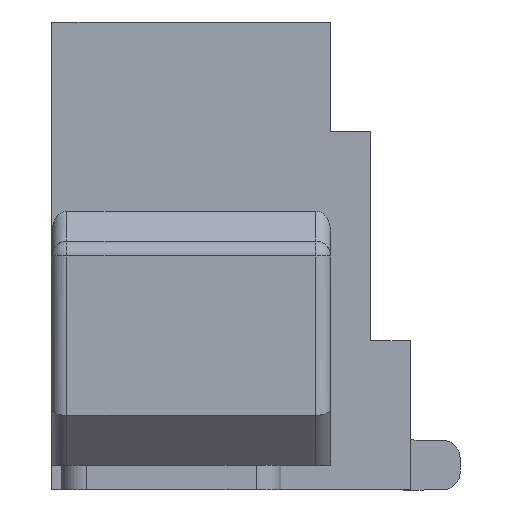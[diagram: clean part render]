
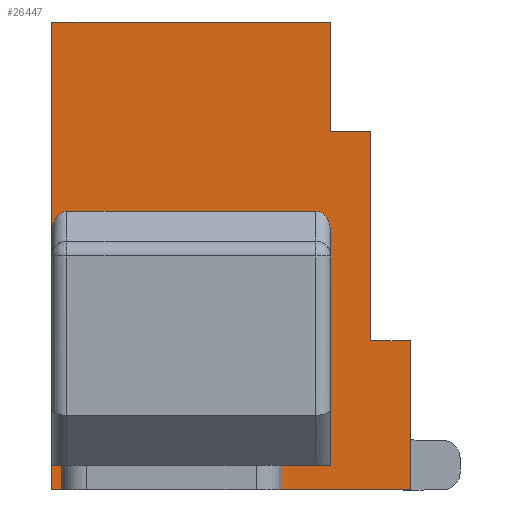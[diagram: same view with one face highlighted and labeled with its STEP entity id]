
A CAD part, left-side view. The second image highlights one B-rep face of the part: STEP entity #26447.
In plain terms, the highlighted planar face has unit normal (-1, 0, 0).
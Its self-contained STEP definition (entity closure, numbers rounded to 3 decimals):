
#162 = VERTEX_POINT ( 'NONE', #4363 ) ;
#736 = LINE ( 'NONE', #20618, #1818 ) ;
#786 = VECTOR ( 'NONE', #19832, 1000. ) ;
#1285 = CARTESIAN_POINT ( 'NONE',  ( -3.375, -1.2, 3.6 ) ) ;
#1747 = ORIENTED_EDGE ( 'NONE', *, *, #4406, .F. ) ;
#1818 = VECTOR ( 'NONE', #13040, 1000. ) ;
#1835 = VERTEX_POINT ( 'NONE', #27153 ) ;
#1903 =( BOUNDED_CURVE ( )  B_SPLINE_CURVE ( 3, ( #6455, #3990, #13997, #23977 ),
 .UNSPECIFIED., .F., .T. ) 
 B_SPLINE_CURVE_WITH_KNOTS ( ( 4, 4 ),
 ( 4.712, 6.283 ),
 .UNSPECIFIED. ) 
 CURVE ( )  GEOMETRIC_REPRESENTATION_ITEM ( )  RATIONAL_B_SPLINE_CURVE ( ( 1., 0.805, 0.805, 1. ) ) 
 REPRESENTATION_ITEM ( '' )  );
#2172 = CARTESIAN_POINT ( 'NONE',  ( -3.375, 1.6, 0.25 ) ) ;
#2884 = DIRECTION ( 'NONE',  ( 1., 0., 0. ) ) ;
#3228 = EDGE_CURVE ( 'NONE', #7417, #162, #28030, .T. ) ;
#3400 = CARTESIAN_POINT ( 'NONE',  ( -3.375, -1.2, 3.6 ) ) ;
#3421 = DIRECTION ( 'NONE',  ( 0., 0., 1. ) ) ;
#3598 = ORIENTED_EDGE ( 'NONE', *, *, #3228, .F. ) ;
#3686 = DIRECTION ( 'NONE',  ( 0., -1., 0. ) ) ;
#3990 = CARTESIAN_POINT ( 'NONE',  ( -3.375, 1.6, 2.712 ) ) ;
#4262 = CARTESIAN_POINT ( 'NONE',  ( -3.375, 1.6, 0. ) ) ;
#4363 = CARTESIAN_POINT ( 'NONE',  ( -3.375, -1.2, 4.7 ) ) ;
#4406 = EDGE_CURVE ( 'NONE', #18131, #7405, #5434, .T. ) ;
#4861 = ORIENTED_EDGE ( 'NONE', *, *, #17651, .T. ) ;
#5039 = CARTESIAN_POINT ( 'NONE',  ( -3.375, -1.138, 2.8 ) ) ;
#5434 = LINE ( 'NONE', #2172, #7541 ) ;
#5927 = CARTESIAN_POINT ( 'NONE',  ( -3.375, -2., 8.262 ) ) ;
#5977 = CARTESIAN_POINT ( 'NONE',  ( -3.375, 1.6, 4.7 ) ) ;
#6455 = CARTESIAN_POINT ( 'NONE',  ( -3.375, 1.6, 2.588 ) ) ;
#6483 = VECTOR ( 'NONE', #16611, 1000. ) ;
#6533 = DIRECTION ( 'NONE',  ( 0., -1., 0. ) ) ;
#6590 = VECTOR ( 'NONE', #26311, 1000. ) ;
#6843 = EDGE_CURVE ( 'NONE', #8341, #16554, #27324, .T. ) ;
#7054 = ORIENTED_EDGE ( 'NONE', *, *, #21103, .F. ) ;
#7405 = VERTEX_POINT ( 'NONE', #9897 ) ;
#7417 = VERTEX_POINT ( 'NONE', #23323 ) ;
#7541 = VECTOR ( 'NONE', #27558, 1000. ) ;
#7604 = PLANE ( 'NONE',  #28713 ) ;
#8152 = CARTESIAN_POINT ( 'NONE',  ( -3.375, 1.6, 2.588 ) ) ;
#8341 = VERTEX_POINT ( 'NONE', #12615 ) ;
#8946 = VERTEX_POINT ( 'NONE', #8152 ) ;
#9066 = EDGE_CURVE ( 'NONE', #27955, #9747, #16650, .T. ) ;
#9452 = EDGE_CURVE ( 'NONE', #17007, #162, #21454, .T. ) ;
#9458 = VECTOR ( 'NONE', #25414, 1000. ) ;
#9747 = VERTEX_POINT ( 'NONE', #20308 ) ;
#9897 = CARTESIAN_POINT ( 'NONE',  ( -3.375, -1.2, 0.25 ) ) ;
#10078 = CARTESIAN_POINT ( 'NONE',  ( -3.375, 1.6, 4.7 ) ) ;
#11218 = ORIENTED_EDGE ( 'NONE', *, *, #9066, .F. ) ;
#11293 = CARTESIAN_POINT ( 'NONE',  ( -3.375, -1.6, 1.5 ) ) ;
#11442 = EDGE_CURVE ( 'NONE', #17007, #23392, #31643, .T. ) ;
#11930 = VECTOR ( 'NONE', #25609, 1000. ) ;
#12615 = CARTESIAN_POINT ( 'NONE',  ( -3.375, -1.05, 2.8 ) ) ;
#12804 = DIRECTION ( 'NONE',  ( 0., 0., -1. ) ) ;
#13020 = ORIENTED_EDGE ( 'NONE', *, *, #16828, .F. ) ;
#13040 = DIRECTION ( 'NONE',  ( 0., 0., -1. ) ) ;
#13844 = CARTESIAN_POINT ( 'NONE',  ( -3.375, 1.6, 2.8 ) ) ;
#13997 = CARTESIAN_POINT ( 'NONE',  ( -3.375, 1.538, 2.8 ) ) ;
#15061 = CARTESIAN_POINT ( 'NONE',  ( -3.375, -1.2, 2.588 ) ) ;
#15143 = LINE ( 'NONE', #25119, #11930 ) ;
#15224 = CARTESIAN_POINT ( 'NONE',  ( -3.375, -1.2, 2.712 ) ) ;
#15610 = EDGE_CURVE ( 'NONE', #16554, #7405, #16709, .T. ) ;
#16554 = VERTEX_POINT ( 'NONE', #20186 ) ;
#16611 = DIRECTION ( 'NONE',  ( 0., 0., -1. ) ) ;
#16650 = LINE ( 'NONE', #5927, #18516 ) ;
#16709 = LINE ( 'NONE', #32063, #786 ) ;
#16828 = EDGE_CURVE ( 'NONE', #19105, #27955, #29276, .T. ) ;
#16865 = CARTESIAN_POINT ( 'NONE',  ( -3.375, 0., 1.5 ) ) ;
#17007 = VERTEX_POINT ( 'NONE', #3400 ) ;
#17166 = CARTESIAN_POINT ( 'NONE',  ( -3.375, 1.6, 0.25 ) ) ;
#17651 = EDGE_CURVE ( 'NONE', #23043, #9747, #15143, .T. ) ;
#17793 = ORIENTED_EDGE ( 'NONE', *, *, #27275, .T. ) ;
#18131 = VERTEX_POINT ( 'NONE', #17166 ) ;
#18290 = FACE_OUTER_BOUND ( 'NONE', #21387, .T. ) ;
#18516 = VECTOR ( 'NONE', #12804, 1000. ) ;
#18942 = LINE ( 'NONE', #29045, #6590 ) ;
#19105 = VERTEX_POINT ( 'NONE', #11293 ) ;
#19832 = DIRECTION ( 'NONE',  ( 0., 0., -1. ) ) ;
#20107 = DIRECTION ( 'NONE',  ( 0., 1., 0. ) ) ;
#20155 = CARTESIAN_POINT ( 'NONE',  ( -3.375, -2., 1.5 ) ) ;
#20186 = CARTESIAN_POINT ( 'NONE',  ( -3.375, -1.2, 2.588 ) ) ;
#20215 = CARTESIAN_POINT ( 'NONE',  ( -3.375, 1.6, 4.7 ) ) ;
#20308 = CARTESIAN_POINT ( 'NONE',  ( -3.375, -2., 0. ) ) ;
#20618 = CARTESIAN_POINT ( 'NONE',  ( -3.375, -1.6, 4.7 ) ) ;
#20767 = CARTESIAN_POINT ( 'NONE',  ( -3.375, -1.6, 3.6 ) ) ;
#21103 = EDGE_CURVE ( 'NONE', #23043, #18131, #18942, .T. ) ;
#21387 = EDGE_LOOP ( 'NONE', ( #28954, #27206, #17793, #24991, #24237, #1747, #7054, #4861, #11218, #13020, #23898, #24049, #28122, #3598 ) ) ;
#21454 = LINE ( 'NONE', #1285, #26678 ) ;
#23043 = VERTEX_POINT ( 'NONE', #4262 ) ;
#23323 = CARTESIAN_POINT ( 'NONE',  ( -3.375, 1.6, 4.7 ) ) ;
#23392 = VERTEX_POINT ( 'NONE', #20767 ) ;
#23819 = CARTESIAN_POINT ( 'NONE',  ( -3.375, -1.6, 3.6 ) ) ;
#23898 = ORIENTED_EDGE ( 'NONE', *, *, #31436, .F. ) ;
#23977 = CARTESIAN_POINT ( 'NONE',  ( -3.375, 1.45, 2.8 ) ) ;
#23984 = DIRECTION ( 'NONE',  ( 0., -1., 0. ) ) ;
#24031 = VECTOR ( 'NONE', #23984, 1000. ) ;
#24049 = ORIENTED_EDGE ( 'NONE', *, *, #11442, .F. ) ;
#24237 = ORIENTED_EDGE ( 'NONE', *, *, #15610, .T. ) ;
#24991 = ORIENTED_EDGE ( 'NONE', *, *, #6843, .T. ) ;
#25119 = CARTESIAN_POINT ( 'NONE',  ( -3.375, 1.6, 0. ) ) ;
#25414 = DIRECTION ( 'NONE',  ( 0., -1., 0. ) ) ;
#25609 = DIRECTION ( 'NONE',  ( 0., -1., 0. ) ) ;
#25977 = LINE ( 'NONE', #5977, #6483 ) ;
#25985 = LINE ( 'NONE', #13844, #31302 ) ;
#26311 = DIRECTION ( 'NONE',  ( 0., 0., 1. ) ) ;
#26447 = ADVANCED_FACE ( 'NONE', ( #18290 ), #7604, .F. ) ;
#26678 = VECTOR ( 'NONE', #3421, 1000. ) ;
#27153 = CARTESIAN_POINT ( 'NONE',  ( -3.375, 1.45, 2.8 ) ) ;
#27206 = ORIENTED_EDGE ( 'NONE', *, *, #30843, .T. ) ;
#27275 = EDGE_CURVE ( 'NONE', #1835, #8341, #25985, .T. ) ;
#27324 =( BOUNDED_CURVE ( )  B_SPLINE_CURVE ( 3, ( #27503, #5039, #15224, #15061 ),
 .UNSPECIFIED., .F., .T. ) 
 B_SPLINE_CURVE_WITH_KNOTS ( ( 4, 4 ),
 ( 0., 1.571 ),
 .UNSPECIFIED. ) 
 CURVE ( )  GEOMETRIC_REPRESENTATION_ITEM ( )  RATIONAL_B_SPLINE_CURVE ( ( 1., 0.805, 0.805, 1. ) ) 
 REPRESENTATION_ITEM ( '' )  );
#27503 = CARTESIAN_POINT ( 'NONE',  ( -3.375, -1.05, 2.8 ) ) ;
#27558 = DIRECTION ( 'NONE',  ( 0., -1., 0. ) ) ;
#27955 = VERTEX_POINT ( 'NONE', #20155 ) ;
#28030 = LINE ( 'NONE', #20215, #9458 ) ;
#28122 = ORIENTED_EDGE ( 'NONE', *, *, #9452, .T. ) ;
#28713 = AXIS2_PLACEMENT_3D ( 'NONE', #10078, #2884, #20107 ) ;
#28954 = ORIENTED_EDGE ( 'NONE', *, *, #30823, .T. ) ;
#29045 = CARTESIAN_POINT ( 'NONE',  ( -3.375, 1.6, 4.7 ) ) ;
#29276 = LINE ( 'NONE', #16865, #31711 ) ;
#30823 = EDGE_CURVE ( 'NONE', #7417, #8946, #25977, .T. ) ;
#30843 = EDGE_CURVE ( 'NONE', #8946, #1835, #1903, .T. ) ;
#31302 = VECTOR ( 'NONE', #3686, 1000. ) ;
#31436 = EDGE_CURVE ( 'NONE', #23392, #19105, #736, .T. ) ;
#31643 = LINE ( 'NONE', #23819, #24031 ) ;
#31711 = VECTOR ( 'NONE', #6533, 1000. ) ;
#32063 = CARTESIAN_POINT ( 'NONE',  ( -3.375, -1.2, 2.5 ) ) ;
